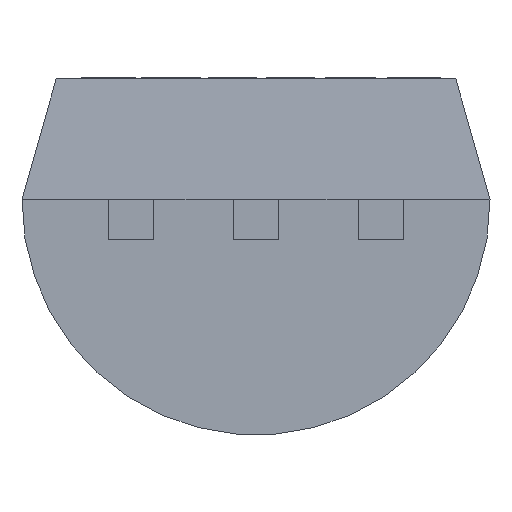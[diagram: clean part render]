
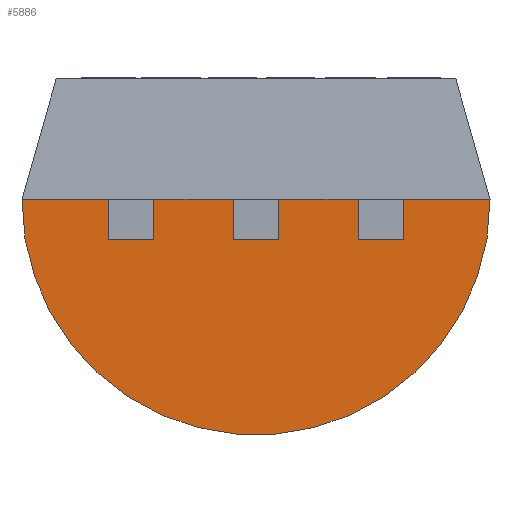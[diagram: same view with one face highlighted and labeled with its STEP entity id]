
A CAD part, front view. The second image highlights one B-rep face of the part: STEP entity #5886.
In plain terms, the highlighted planar face has unit normal (0, -1, 0).
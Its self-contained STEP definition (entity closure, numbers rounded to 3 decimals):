
#115 = EDGE_CURVE ( 'NONE', #1928, #1932, #4979, .T. ) ;
#386 = CARTESIAN_POINT ( 'NONE',  ( 2.38, 0., 0.015 ) ) ;
#422 = EDGE_CURVE ( 'NONE', #1411, #2225, #3424, .T. ) ;
#569 = DIRECTION ( 'NONE',  ( -1., 0., 0. ) ) ;
#732 = CARTESIAN_POINT ( 'NONE',  ( -0.23, 0., -0.395 ) ) ;
#824 = DIRECTION ( 'NONE',  ( 0., 0., 1. ) ) ;
#842 = LINE ( 'NONE', #6834, #6043 ) ;
#962 = CARTESIAN_POINT ( 'NONE',  ( 0.23, 0., 0.015 ) ) ;
#1071 = EDGE_CURVE ( 'NONE', #5061, #3202, #7343, .T. ) ;
#1073 = ORIENTED_EDGE ( 'NONE', *, *, #422, .T. ) ;
#1086 = CARTESIAN_POINT ( 'NONE',  ( 1.04, 0., -0.395 ) ) ;
#1113 = EDGE_CURVE ( 'NONE', #4542, #2225, #4737, .T. ) ;
#1201 = CARTESIAN_POINT ( 'NONE',  ( 1.5, 0., -0.395 ) ) ;
#1250 = CARTESIAN_POINT ( 'NONE',  ( 0., 0., -0.176 ) ) ;
#1278 = CARTESIAN_POINT ( 'NONE',  ( 0.23, 0., 0.015 ) ) ;
#1411 = VERTEX_POINT ( 'NONE', #2364 ) ;
#1565 = ORIENTED_EDGE ( 'NONE', *, *, #1616, .F. ) ;
#1616 = EDGE_CURVE ( 'NONE', #3907, #2421, #842, .T. ) ;
#1681 = ORIENTED_EDGE ( 'NONE', *, *, #1071, .F. ) ;
#1722 = ORIENTED_EDGE ( 'NONE', *, *, #6616, .F. ) ;
#1928 = VERTEX_POINT ( 'NONE', #1086 ) ;
#1932 = VERTEX_POINT ( 'NONE', #1201 ) ;
#2086 = ORIENTED_EDGE ( 'NONE', *, *, #1113, .F. ) ;
#2125 = VECTOR ( 'NONE', #7242, 1000. ) ;
#2217 = DIRECTION ( 'NONE',  ( 1., 0., 0. ) ) ;
#2225 = VERTEX_POINT ( 'NONE', #7373 ) ;
#2295 = DIRECTION ( 'NONE',  ( -1., 0., 0. ) ) ;
#2364 = CARTESIAN_POINT ( 'NONE',  ( -1.5, 0., 0.015 ) ) ;
#2367 = CARTESIAN_POINT ( 'NONE',  ( 2.38, 0., 0.015 ) ) ;
#2421 = VERTEX_POINT ( 'NONE', #2893 ) ;
#2510 = DIRECTION ( 'NONE',  ( 0., 0., -1. ) ) ;
#2518 = CARTESIAN_POINT ( 'NONE',  ( 1.5, 0., 0.015 ) ) ;
#2606 = LINE ( 'NONE', #386, #5224 ) ;
#2630 = ORIENTED_EDGE ( 'NONE', *, *, #5205, .F. ) ;
#2697 = VECTOR ( 'NONE', #2217, 1000. ) ;
#2893 = CARTESIAN_POINT ( 'NONE',  ( -1.04, 0., 0.015 ) ) ;
#3014 = CARTESIAN_POINT ( 'NONE',  ( 2.38, 0., 0.015 ) ) ;
#3108 = VECTOR ( 'NONE', #4573, 1000. ) ;
#3127 = VECTOR ( 'NONE', #824, 1000. ) ;
#3202 = VERTEX_POINT ( 'NONE', #3931 ) ;
#3269 = LINE ( 'NONE', #6821, #3591 ) ;
#3366 = CARTESIAN_POINT ( 'NONE',  ( 1.5, 0., 0.015 ) ) ;
#3387 = CARTESIAN_POINT ( 'NONE',  ( 2.38, 0., 0.015 ) ) ;
#3407 = EDGE_CURVE ( 'NONE', #4542, #6428, #2606, .T. ) ;
#3421 = CARTESIAN_POINT ( 'NONE',  ( 0.23, 0., -0.395 ) ) ;
#3424 = LINE ( 'NONE', #3387, #4472 ) ;
#3437 = ORIENTED_EDGE ( 'NONE', *, *, #4765, .T. ) ;
#3585 = FACE_OUTER_BOUND ( 'NONE', #3932, .T. ) ;
#3591 = VECTOR ( 'NONE', #569, 1000. ) ;
#3692 = CARTESIAN_POINT ( 'NONE',  ( -1.5, 0., -0.395 ) ) ;
#3735 = DIRECTION ( 'NONE',  ( 1., 0., 0. ) ) ;
#3907 = VERTEX_POINT ( 'NONE', #5653 ) ;
#3931 = CARTESIAN_POINT ( 'NONE',  ( 0.23, 0., -0.395 ) ) ;
#3932 = EDGE_LOOP ( 'NONE', ( #5695, #2630, #6102, #5141, #1681, #1722, #3437, #1565, #5932, #6686, #1073, #2086, #5679, #5025 ) ) ;
#3963 = VECTOR ( 'NONE', #2510, 1000. ) ;
#4010 = LINE ( 'NONE', #3366, #3108 ) ;
#4020 = EDGE_CURVE ( 'NONE', #1411, #7012, #4379, .T. ) ;
#4065 = LINE ( 'NONE', #2367, #5598 ) ;
#4122 = VECTOR ( 'NONE', #3735, 1000. ) ;
#4165 = VECTOR ( 'NONE', #4980, 1000. ) ;
#4209 = CARTESIAN_POINT ( 'NONE',  ( -0.23, 0., -0.395 ) ) ;
#4341 = CARTESIAN_POINT ( 'NONE',  ( 1.5, 0., -0.395 ) ) ;
#4370 = AXIS2_PLACEMENT_3D ( 'NONE', #5226, #6936, #6424 ) ;
#4379 = LINE ( 'NONE', #7164, #4165 ) ;
#4472 = VECTOR ( 'NONE', #2295, 1000. ) ;
#4501 = VERTEX_POINT ( 'NONE', #5230 ) ;
#4527 = AXIS2_PLACEMENT_3D ( 'NONE', #1250, #5843, #5277 ) ;
#4542 = VERTEX_POINT ( 'NONE', #3014 ) ;
#4573 = DIRECTION ( 'NONE',  ( 0., 0., 1. ) ) ;
#4737 = CIRCLE ( 'NONE', #4370, 2.38 ) ;
#4765 = EDGE_CURVE ( 'NONE', #4810, #2421, #4065, .T. ) ;
#4810 = VERTEX_POINT ( 'NONE', #5574 ) ;
#4846 = LINE ( 'NONE', #4209, #3963 ) ;
#4893 = DIRECTION ( 'NONE',  ( 0., 0., -1. ) ) ;
#4979 = LINE ( 'NONE', #4341, #4122 ) ;
#4980 = DIRECTION ( 'NONE',  ( 0., 0., -1. ) ) ;
#4988 = LINE ( 'NONE', #6698, #2125 ) ;
#5025 = ORIENTED_EDGE ( 'NONE', *, *, #5753, .F. ) ;
#5061 = VERTEX_POINT ( 'NONE', #732 ) ;
#5141 = ORIENTED_EDGE ( 'NONE', *, *, #7019, .F. ) ;
#5171 = VERTEX_POINT ( 'NONE', #962 ) ;
#5205 = EDGE_CURVE ( 'NONE', #4501, #1928, #7215, .T. ) ;
#5224 = VECTOR ( 'NONE', #6011, 1000. ) ;
#5226 = CARTESIAN_POINT ( 'NONE',  ( 0., 0., 0. ) ) ;
#5230 = CARTESIAN_POINT ( 'NONE',  ( 1.04, 0., 0.015 ) ) ;
#5277 = DIRECTION ( 'NONE',  ( 0., 0., 1. ) ) ;
#5567 = EDGE_CURVE ( 'NONE', #7012, #3907, #4988, .T. ) ;
#5574 = CARTESIAN_POINT ( 'NONE',  ( -0.23, 0., 0.015 ) ) ;
#5598 = VECTOR ( 'NONE', #6895, 1000. ) ;
#5605 = VECTOR ( 'NONE', #4893, 1000. ) ;
#5653 = CARTESIAN_POINT ( 'NONE',  ( -1.04, 0., -0.395 ) ) ;
#5679 = ORIENTED_EDGE ( 'NONE', *, *, #3407, .T. ) ;
#5695 = ORIENTED_EDGE ( 'NONE', *, *, #115, .F. ) ;
#5753 = EDGE_CURVE ( 'NONE', #1932, #6428, #4010, .T. ) ;
#5843 = DIRECTION ( 'NONE',  ( 0., 1., 0. ) ) ;
#5886 = ADVANCED_FACE ( 'NONE', ( #3585 ), #6408, .F. ) ;
#5932 = ORIENTED_EDGE ( 'NONE', *, *, #5567, .F. ) ;
#5975 = LINE ( 'NONE', #1278, #3127 ) ;
#6011 = DIRECTION ( 'NONE',  ( -1., 0., 0. ) ) ;
#6043 = VECTOR ( 'NONE', #6318, 1000. ) ;
#6102 = ORIENTED_EDGE ( 'NONE', *, *, #6190, .T. ) ;
#6141 = CARTESIAN_POINT ( 'NONE',  ( 1.04, 0., -0.395 ) ) ;
#6190 = EDGE_CURVE ( 'NONE', #4501, #5171, #3269, .T. ) ;
#6318 = DIRECTION ( 'NONE',  ( 0., 0., 1. ) ) ;
#6408 = PLANE ( 'NONE',  #4527 ) ;
#6424 = DIRECTION ( 'NONE',  ( 0., 0., 1. ) ) ;
#6428 = VERTEX_POINT ( 'NONE', #2518 ) ;
#6616 = EDGE_CURVE ( 'NONE', #4810, #5061, #4846, .T. ) ;
#6686 = ORIENTED_EDGE ( 'NONE', *, *, #4020, .F. ) ;
#6698 = CARTESIAN_POINT ( 'NONE',  ( -1.04, 0., -0.395 ) ) ;
#6821 = CARTESIAN_POINT ( 'NONE',  ( 2.38, 0., 0.015 ) ) ;
#6834 = CARTESIAN_POINT ( 'NONE',  ( -1.04, 0., 0.015 ) ) ;
#6895 = DIRECTION ( 'NONE',  ( -1., 0., 0. ) ) ;
#6936 = DIRECTION ( 'NONE',  ( 0., 1., 0. ) ) ;
#7012 = VERTEX_POINT ( 'NONE', #3692 ) ;
#7019 = EDGE_CURVE ( 'NONE', #3202, #5171, #5975, .T. ) ;
#7164 = CARTESIAN_POINT ( 'NONE',  ( -1.5, 0., -0.395 ) ) ;
#7215 = LINE ( 'NONE', #6141, #5605 ) ;
#7242 = DIRECTION ( 'NONE',  ( 1., 0., 0. ) ) ;
#7343 = LINE ( 'NONE', #3421, #2697 ) ;
#7373 = CARTESIAN_POINT ( 'NONE',  ( -2.38, 0., 0.015 ) ) ;
